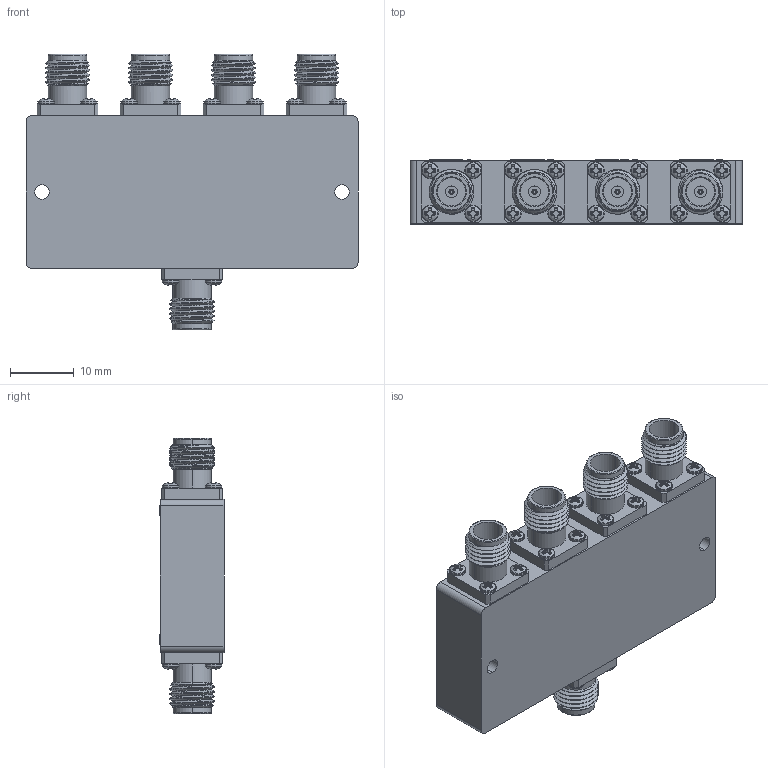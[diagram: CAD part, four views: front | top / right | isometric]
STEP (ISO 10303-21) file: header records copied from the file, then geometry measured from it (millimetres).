
FILE_DESCRIPTION (( 'STEP AP214' ), '1' );
FILE_NAME ('FMDV1274_3D.step', '2025-03-18T15:12:53', ( '' ), ( '' ), 'SwSTEP 2.0', 'SolidWorks 2022', '' );
FILE_SCHEMA (( 'AUTOMOTIVE_DESIGN' ));
Length unit declared in the file: inch
Products named in the file (3): 2.4mm FEMALE^FMDV1274; Body^FMDV1274; FMDV1274_3D
Assembly tree (6 placements, depth 2):
  FMDV1274_3D
    Body^FMDV1274
    2.4mm FEMALE^FMDV1274  x5
Bounding box: 52 x 10.03 x 43.15 mm (x, y, z)
Volume: 13953 mm3; surface area: 7425.5 mm2
Topology: 6 solids, 16 shells, 2202 faces, 6016 edges, 3989 vertices
Faces by surface type: plane 862, cylinder 803, bspline 247, cone 180, torus 90, sphere 20
Entity records: 42703 total; most frequent: CARTESIAN_POINT 23285, ORIENTED_EDGE 4544, DIRECTION 3173, EDGE_CURVE 2272, VERTEX_POINT 1513, LINE 1275, VECTOR 1275, AXIS2_PLACEMENT_3D 949
